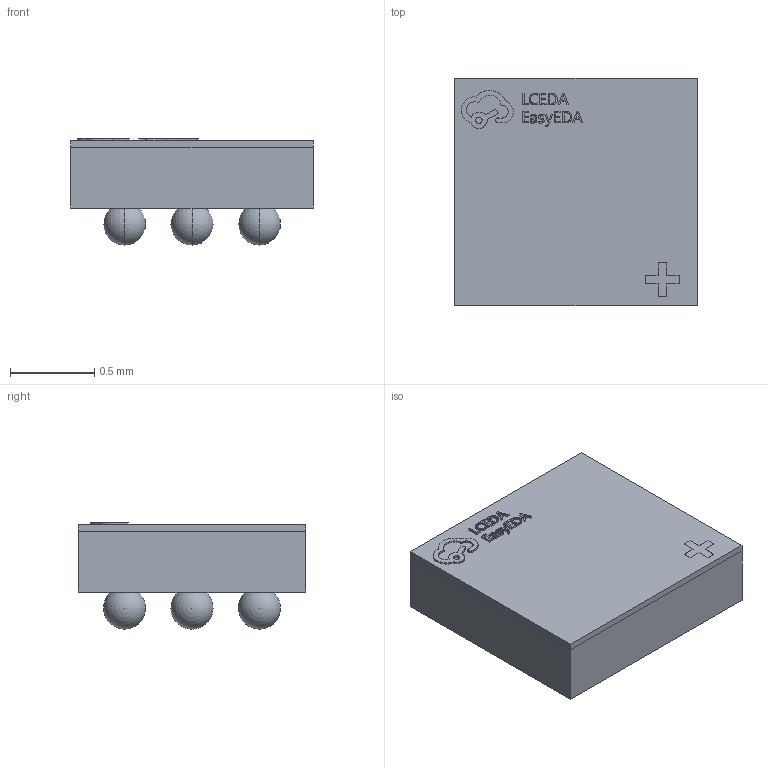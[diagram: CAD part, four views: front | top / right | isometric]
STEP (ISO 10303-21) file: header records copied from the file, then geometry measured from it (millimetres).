
FILE_DESCRIPTION (( 'STEP AP214' ), '1' );
FILE_NAME ('WLP-9_L1.4-W1.3-P0.40-R3-C3-BR.STEP', '2023-06-03T15:07:41', ( '' ), ( '' ), 'SwSTEP 2.0', 'SolidWorks 2020', '' );
FILE_SCHEMA (( 'AUTOMOTIVE_DESIGN' ));
Length unit declared in the file: millimetre
Products named in the file (1): WLP-9_L1.4-W1.3-P0.40-R3-C3-BR
Bounding box: 1.44 x 1.35 x 0.63 mm (x, y, z)
Volume: 0.8 mm3; surface area: 11.4 mm2
Topology: 2 solids, 2 shells, 267 faces, 756 edges, 504 vertices
Faces by surface type: plane 151, bspline 98, sphere 18
Entity records: 11765 total; most frequent: CARTESIAN_POINT 2762, ORIENTED_EDGE 1422, DIRECTION 887, EDGE_CURVE 711, VERTEX_POINT 477, VECTOR 475, LINE 475, EDGE_LOOP 296
